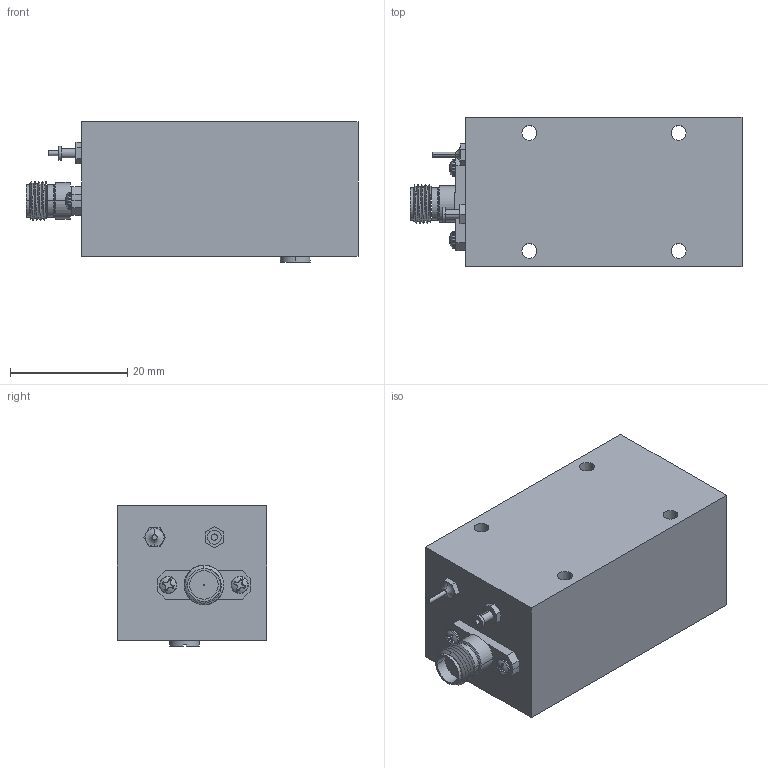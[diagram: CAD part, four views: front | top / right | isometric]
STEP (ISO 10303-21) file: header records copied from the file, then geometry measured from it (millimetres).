
FILE_DESCRIPTION (( 'STEP AP203' ), '1' );
FILE_NAME ('SOD-22301215-SF-S1.STEP', '2019-03-21T21:16:26', ( '' ), ( '' ), 'SwSTEP 2.0', 'SolidWorks 2016', '' );
FILE_SCHEMA (( 'CONFIG_CONTROL_DESIGN' ));
Length unit declared in the file: millimetre
Products named in the file (1): SOD-22301215-SF-S1
Bounding box: 56.52 x 25.4 x 23.88 mm (x, y, z)
Surface area: 7433.5 mm2 (no closed solid volume)
Topology: 0 solids, 10 shells, 184 faces, 542 edges, 358 vertices
Faces by surface type: plane 85, cylinder 67, cone 14, torus 12, sphere 4, bspline 2
Entity records: 6842 total; most frequent: CARTESIAN_POINT 1903, DIRECTION 1052, ORIENTED_EDGE 965, EDGE_CURVE 542, AXIS2_PLACEMENT_3D 399, VERTEX_POINT 358, LINE 254, VECTOR 254
